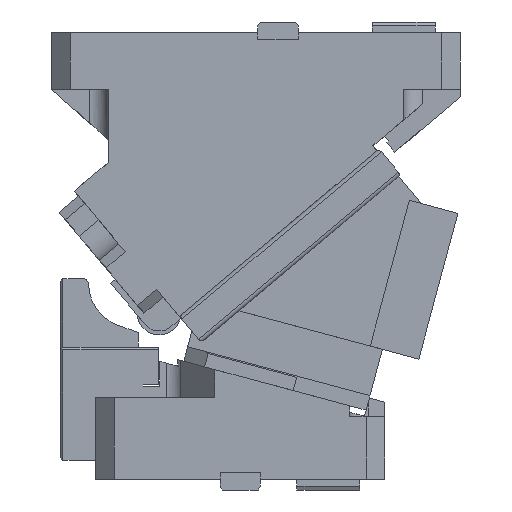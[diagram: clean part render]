
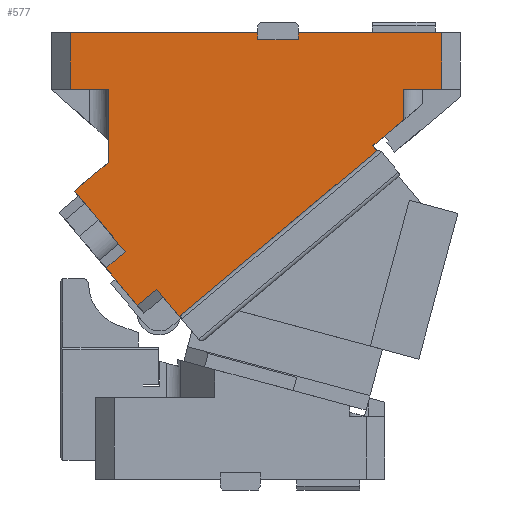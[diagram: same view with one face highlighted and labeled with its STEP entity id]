
A CAD part, front view. The second image highlights one B-rep face of the part: STEP entity #577.
In plain terms, the highlighted planar face has unit normal (0, -1, 0).
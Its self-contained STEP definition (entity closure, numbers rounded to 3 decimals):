
#77=CARTESIAN_POINT('Vertex',(10.,-60.,251.773)) ;
#80=CARTESIAN_POINT('Line Origine',(10.,-60.,280.886)) ;
#84=CARTESIAN_POINT('Vertex',(10.,-60.,310.)) ;
#268=CARTESIAN_POINT('Vertex',(-16.956,-60.,229.154)) ;
#271=CARTESIAN_POINT('Line Origine',(-3.478,-60.,240.463)) ;
#394=CARTESIAN_POINT('Axis2P3D Location',(163.471,-60.,216.382)) ;
#399=CARTESIAN_POINT('Line Origine',(218.,-60.,355.)) ;
#403=CARTESIAN_POINT('Vertex',(161.,-60.,355.)) ;
#405=CARTESIAN_POINT('Vertex',(275.,-60.,355.)) ;
#408=CARTESIAN_POINT('Line Origine',(161.,-60.,352.25)) ;
#412=CARTESIAN_POINT('Vertex',(161.,-60.,349.5)) ;
#415=CARTESIAN_POINT('Line Origine',(145.,-60.,349.5)) ;
#419=CARTESIAN_POINT('Vertex',(129.,-60.,349.5)) ;
#422=CARTESIAN_POINT('Line Origine',(129.,-60.,352.25)) ;
#426=CARTESIAN_POINT('Vertex',(129.,-60.,355.)) ;
#429=CARTESIAN_POINT('Line Origine',(54.5,-60.,355.)) ;
#433=CARTESIAN_POINT('Vertex',(-20.,-60.,355.)) ;
#436=CARTESIAN_POINT('Line Origine',(-20.,-60.,332.5)) ;
#440=CARTESIAN_POINT('Vertex',(-20.,-60.,310.)) ;
#443=CARTESIAN_POINT('Line Origine',(-5.,-60.,310.)) ;
#448=CARTESIAN_POINT('Line Origine',(-15.349,-60.,227.239)) ;
#452=CARTESIAN_POINT('Vertex',(-13.742,-60.,225.324)) ;
#455=CARTESIAN_POINT('Line Origine',(2.327,-60.,206.173)) ;
#459=CARTESIAN_POINT('Vertex',(18.397,-60.,187.022)) ;
#462=CARTESIAN_POINT('Line Origine',(20.968,-60.,183.957)) ;
#466=CARTESIAN_POINT('Vertex',(23.539,-60.,180.893)) ;
#469=CARTESIAN_POINT('Line Origine',(15.879,-60.,174.465)) ;
#473=CARTESIAN_POINT('Vertex',(8.219,-60.,168.037)) ;
#476=CARTESIAN_POINT('Line Origine',(20.753,-60.,153.1)) ;
#480=CARTESIAN_POINT('Vertex',(33.287,-60.,138.162)) ;
#483=CARTESIAN_POINT('Line Origine',(40.948,-60.,144.59)) ;
#487=CARTESIAN_POINT('Vertex',(48.608,-60.,151.017)) ;
#490=CARTESIAN_POINT('Line Origine',(49.572,-60.,149.868)) ;
#494=CARTESIAN_POINT('Vertex',(50.537,-60.,148.719)) ;
#497=CARTESIAN_POINT('Line Origine',(58.571,-60.,139.144)) ;
#501=CARTESIAN_POINT('Vertex',(66.606,-60.,129.568)) ;
#504=CARTESIAN_POINT('Line Origine',(143.211,-60.,193.847)) ;
#508=CARTESIAN_POINT('Vertex',(219.815,-60.,258.126)) ;
#511=CARTESIAN_POINT('Line Origine',(221.73,-60.,259.733)) ;
#515=CARTESIAN_POINT('Vertex',(223.645,-60.,261.34)) ;
#518=CARTESIAN_POINT('Line Origine',(222.038,-60.,263.255)) ;
#522=CARTESIAN_POINT('Vertex',(220.431,-60.,265.17)) ;
#525=CARTESIAN_POINT('Line Origine',(232.716,-60.,275.478)) ;
#529=CARTESIAN_POINT('Vertex',(245.,-60.,285.785)) ;
#532=CARTESIAN_POINT('Line Origine',(245.,-60.,297.893)) ;
#536=CARTESIAN_POINT('Vertex',(245.,-60.,310.)) ;
#539=CARTESIAN_POINT('Line Origine',(260.,-60.,310.)) ;
#543=CARTESIAN_POINT('Vertex',(275.,-60.,310.)) ;
#546=CARTESIAN_POINT('Line Origine',(275.,-60.,332.5)) ;
#81=DIRECTION('Vector Direction',(0.,0.,1.)) ;
#272=DIRECTION('Vector Direction',(-0.766,0.,-0.643)) ;
#395=DIRECTION('Axis2P3D Direction',(0.,-1.,0.)) ;
#396=DIRECTION('Axis2P3D XDirection',(1.,0.,0.)) ;
#400=DIRECTION('Vector Direction',(1.,0.,0.)) ;
#409=DIRECTION('Vector Direction',(0.,0.,-1.)) ;
#416=DIRECTION('Vector Direction',(-1.,0.,0.)) ;
#423=DIRECTION('Vector Direction',(0.,0.,1.)) ;
#430=DIRECTION('Vector Direction',(-1.,0.,0.)) ;
#437=DIRECTION('Vector Direction',(0.,0.,-1.)) ;
#444=DIRECTION('Vector Direction',(-1.,0.,0.)) ;
#449=DIRECTION('Vector Direction',(-0.643,0.,0.766)) ;
#456=DIRECTION('Vector Direction',(-0.643,0.,0.766)) ;
#463=DIRECTION('Vector Direction',(0.643,0.,-0.766)) ;
#470=DIRECTION('Vector Direction',(-0.766,0.,-0.643)) ;
#477=DIRECTION('Vector Direction',(0.643,0.,-0.766)) ;
#484=DIRECTION('Vector Direction',(0.766,0.,0.643)) ;
#491=DIRECTION('Vector Direction',(0.643,0.,-0.766)) ;
#498=DIRECTION('Vector Direction',(-0.643,0.,0.766)) ;
#505=DIRECTION('Vector Direction',(0.766,0.,0.643)) ;
#512=DIRECTION('Vector Direction',(-0.766,0.,-0.643)) ;
#519=DIRECTION('Vector Direction',(0.643,0.,-0.766)) ;
#526=DIRECTION('Vector Direction',(-0.766,0.,-0.643)) ;
#533=DIRECTION('Vector Direction',(0.,0.,1.)) ;
#540=DIRECTION('Vector Direction',(1.,0.,0.)) ;
#547=DIRECTION('Vector Direction',(0.,0.,1.)) ;
#397=AXIS2_PLACEMENT_3D('Plane Axis2P3D',#394,#395,#396) ;
#552=ORIENTED_EDGE('',*,*,#407,.F.) ;
#553=ORIENTED_EDGE('',*,*,#414,.T.) ;
#554=ORIENTED_EDGE('',*,*,#421,.T.) ;
#555=ORIENTED_EDGE('',*,*,#428,.T.) ;
#556=ORIENTED_EDGE('',*,*,#435,.T.) ;
#557=ORIENTED_EDGE('',*,*,#442,.F.) ;
#558=ORIENTED_EDGE('',*,*,#447,.F.) ;
#559=ORIENTED_EDGE('',*,*,#86,.F.) ;
#560=ORIENTED_EDGE('',*,*,#275,.T.) ;
#561=ORIENTED_EDGE('',*,*,#454,.F.) ;
#562=ORIENTED_EDGE('',*,*,#461,.F.) ;
#563=ORIENTED_EDGE('',*,*,#468,.T.) ;
#564=ORIENTED_EDGE('',*,*,#475,.F.) ;
#565=ORIENTED_EDGE('',*,*,#482,.T.) ;
#566=ORIENTED_EDGE('',*,*,#489,.F.) ;
#567=ORIENTED_EDGE('',*,*,#496,.T.) ;
#568=ORIENTED_EDGE('',*,*,#503,.F.) ;
#569=ORIENTED_EDGE('',*,*,#510,.T.) ;
#570=ORIENTED_EDGE('',*,*,#517,.F.) ;
#571=ORIENTED_EDGE('',*,*,#524,.F.) ;
#572=ORIENTED_EDGE('',*,*,#531,.F.) ;
#573=ORIENTED_EDGE('',*,*,#538,.T.) ;
#574=ORIENTED_EDGE('',*,*,#545,.T.) ;
#575=ORIENTED_EDGE('',*,*,#550,.F.) ;
#82=VECTOR('Line Direction',#81,1.) ;
#273=VECTOR('Line Direction',#272,1.) ;
#401=VECTOR('Line Direction',#400,1.) ;
#410=VECTOR('Line Direction',#409,1.) ;
#417=VECTOR('Line Direction',#416,1.) ;
#424=VECTOR('Line Direction',#423,1.) ;
#431=VECTOR('Line Direction',#430,1.) ;
#438=VECTOR('Line Direction',#437,1.) ;
#445=VECTOR('Line Direction',#444,1.) ;
#450=VECTOR('Line Direction',#449,1.) ;
#457=VECTOR('Line Direction',#456,1.) ;
#464=VECTOR('Line Direction',#463,1.) ;
#471=VECTOR('Line Direction',#470,1.) ;
#478=VECTOR('Line Direction',#477,1.) ;
#485=VECTOR('Line Direction',#484,1.) ;
#492=VECTOR('Line Direction',#491,1.) ;
#499=VECTOR('Line Direction',#498,1.) ;
#506=VECTOR('Line Direction',#505,1.) ;
#513=VECTOR('Line Direction',#512,1.) ;
#520=VECTOR('Line Direction',#519,1.) ;
#527=VECTOR('Line Direction',#526,1.) ;
#534=VECTOR('Line Direction',#533,1.) ;
#541=VECTOR('Line Direction',#540,1.) ;
#548=VECTOR('Line Direction',#547,1.) ;
#577=ADVANCED_FACE('CAM HOLDER',(#576),#398,.T.) ;
#86=EDGE_CURVE('',#78,#85,#83,.T.) ;
#275=EDGE_CURVE('',#78,#269,#274,.T.) ;
#407=EDGE_CURVE('',#404,#406,#402,.T.) ;
#414=EDGE_CURVE('',#404,#413,#411,.T.) ;
#421=EDGE_CURVE('',#413,#420,#418,.T.) ;
#428=EDGE_CURVE('',#420,#427,#425,.T.) ;
#435=EDGE_CURVE('',#427,#434,#432,.T.) ;
#442=EDGE_CURVE('',#441,#434,#439,.F.) ;
#447=EDGE_CURVE('',#85,#441,#446,.T.) ;
#454=EDGE_CURVE('',#453,#269,#451,.T.) ;
#461=EDGE_CURVE('',#460,#453,#458,.T.) ;
#468=EDGE_CURVE('',#460,#467,#465,.T.) ;
#475=EDGE_CURVE('',#474,#467,#472,.F.) ;
#482=EDGE_CURVE('',#474,#481,#479,.T.) ;
#489=EDGE_CURVE('',#488,#481,#486,.F.) ;
#496=EDGE_CURVE('',#488,#495,#493,.T.) ;
#503=EDGE_CURVE('',#502,#495,#500,.T.) ;
#510=EDGE_CURVE('',#502,#509,#507,.T.) ;
#517=EDGE_CURVE('',#516,#509,#514,.T.) ;
#524=EDGE_CURVE('',#523,#516,#521,.T.) ;
#531=EDGE_CURVE('',#530,#523,#528,.T.) ;
#538=EDGE_CURVE('',#530,#537,#535,.T.) ;
#545=EDGE_CURVE('',#537,#544,#542,.T.) ;
#550=EDGE_CURVE('',#406,#544,#549,.F.) ;
#551=EDGE_LOOP('',(#552,#553,#554,#555,#556,#557,#558,#559,#560,#561,#562,#563,#564,#565,#566,#567,#568,#569,#570,#571,#572,#573,#574,#575)) ;
#576=FACE_OUTER_BOUND('',#551,.T.) ;
#83=LINE('Line',#80,#82) ;
#274=LINE('Line',#271,#273) ;
#402=LINE('Line',#399,#401) ;
#411=LINE('Line',#408,#410) ;
#418=LINE('Line',#415,#417) ;
#425=LINE('Line',#422,#424) ;
#432=LINE('Line',#429,#431) ;
#439=LINE('Line',#436,#438) ;
#446=LINE('Line',#443,#445) ;
#451=LINE('Line',#448,#450) ;
#458=LINE('Line',#455,#457) ;
#465=LINE('Line',#462,#464) ;
#472=LINE('Line',#469,#471) ;
#479=LINE('Line',#476,#478) ;
#486=LINE('Line',#483,#485) ;
#493=LINE('Line',#490,#492) ;
#500=LINE('Line',#497,#499) ;
#507=LINE('Line',#504,#506) ;
#514=LINE('Line',#511,#513) ;
#521=LINE('Line',#518,#520) ;
#528=LINE('Line',#525,#527) ;
#535=LINE('Line',#532,#534) ;
#542=LINE('Line',#539,#541) ;
#549=LINE('Line',#546,#548) ;
#398=PLANE('Plane',#397) ;
#78=VERTEX_POINT('',#77) ;
#85=VERTEX_POINT('',#84) ;
#269=VERTEX_POINT('',#268) ;
#404=VERTEX_POINT('',#403) ;
#406=VERTEX_POINT('',#405) ;
#413=VERTEX_POINT('',#412) ;
#420=VERTEX_POINT('',#419) ;
#427=VERTEX_POINT('',#426) ;
#434=VERTEX_POINT('',#433) ;
#441=VERTEX_POINT('',#440) ;
#453=VERTEX_POINT('',#452) ;
#460=VERTEX_POINT('',#459) ;
#467=VERTEX_POINT('',#466) ;
#474=VERTEX_POINT('',#473) ;
#481=VERTEX_POINT('',#480) ;
#488=VERTEX_POINT('',#487) ;
#495=VERTEX_POINT('',#494) ;
#502=VERTEX_POINT('',#501) ;
#509=VERTEX_POINT('',#508) ;
#516=VERTEX_POINT('',#515) ;
#523=VERTEX_POINT('',#522) ;
#530=VERTEX_POINT('',#529) ;
#537=VERTEX_POINT('',#536) ;
#544=VERTEX_POINT('',#543) ;
